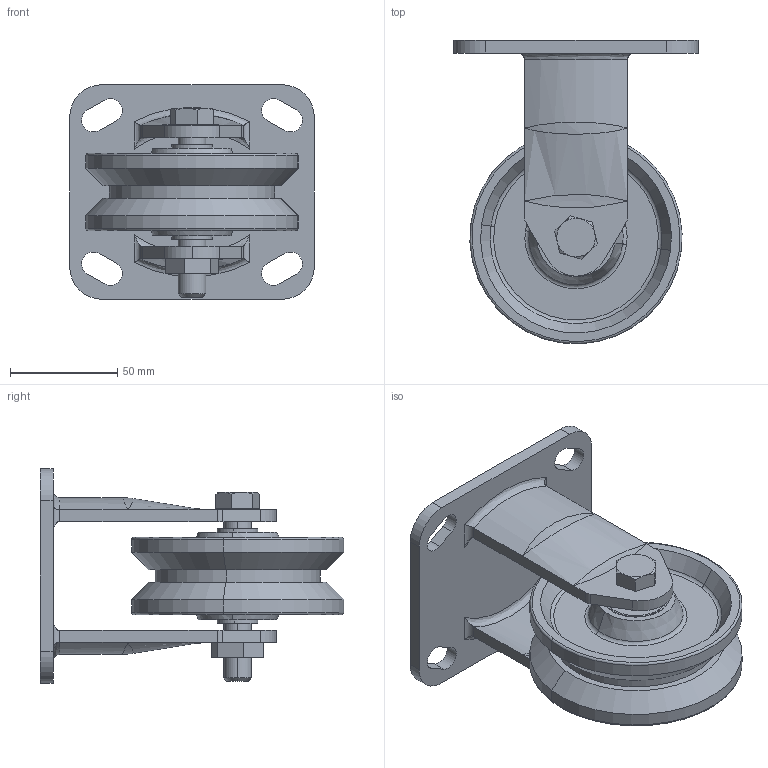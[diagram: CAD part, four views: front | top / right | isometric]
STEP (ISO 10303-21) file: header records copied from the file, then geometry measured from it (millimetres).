
FILE_DESCRIPTION (( 'STEP AP203' ), '1' );
FILE_NAME ('R4497.STEP', '2020-02-24T06:26:53', ( '' ), ( '' ), 'SwSTEP 2.0', 'SolidWorks 2013', '' );
FILE_SCHEMA (( 'CONFIG_CONTROL_DESIGN' ));
Length unit declared in the file: millimetre
Products named in the file (1): R4497
Bounding box: 114 x 141.46 x 100 mm (x, y, z)
Surface area: 91058.1 mm2 (no closed solid volume)
Topology: 0 solids, 12 shells, 505 faces, 1411 edges, 924 vertices
Faces by surface type: sphere 224, torus 96, cylinder 89, plane 62, cone 21, bspline 13
Entity records: 24568 total; most frequent: CARTESIAN_POINT 12126, ORIENTED_EDGE 2769, DIRECTION 2372, EDGE_CURVE 1401, AXIS2_PLACEMENT_3D 1082, VERTEX_POINT 924, B_SPLINE_CURVE_WITH_KNOTS 600, EDGE_LOOP 597
